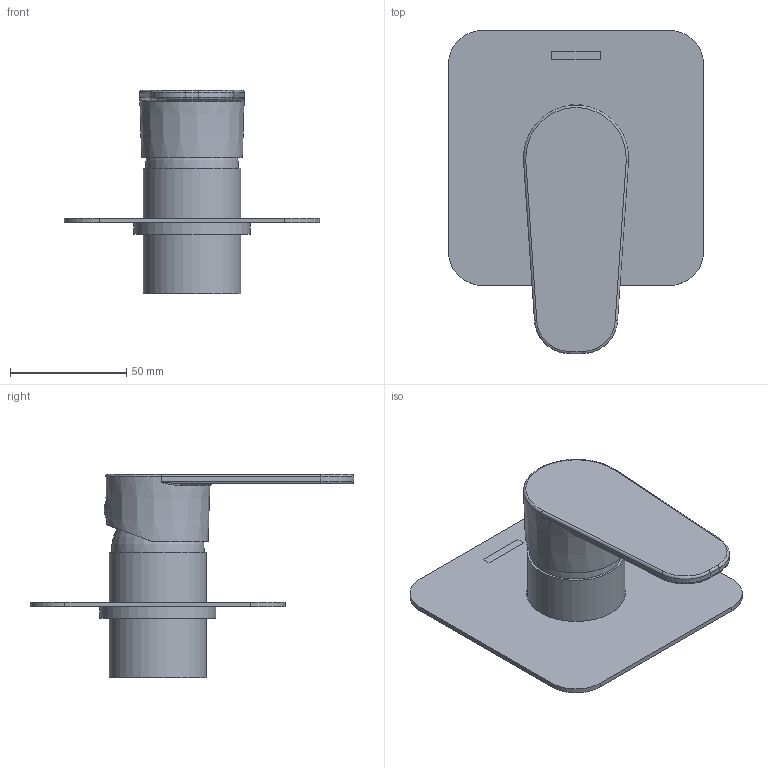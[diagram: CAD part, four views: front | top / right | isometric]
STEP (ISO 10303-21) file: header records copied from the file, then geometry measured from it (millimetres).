
FILE_DESCRIPTION (( 'STEP AP203' ), '1' );
FILE_NAME ('STEP36D300365.STEP', '2020-09-14T07:06:45', ( '' ), ( '' ), 'SwSTEP 2.0', 'SolidWorks 2018', '' );
FILE_SCHEMA (( 'CONFIG_CONTROL_DESIGN' ));
Length unit declared in the file: millimetre
Products named in the file (1): STEP36D300365
Bounding box: 110 x 139.44 x 87.5 mm (x, y, z)
Volume: 58780.9 mm3; surface area: 58064 mm2
Topology: 6 solids, 6 shells, 78 faces, 162 edges, 105 vertices
Faces by surface type: plane 32, cylinder 29, torus 9, cone 5, bspline 2, sphere 1
Full cylindrical faces by diameter (mm): 6.8 x2, 9.5 x1, 10 x1, 31 x1, 34 x1, 35.8 x2, 36.5 x1, 37 x1, 39 x2, 42 x1, 42.5 x1, 43.2 x1, 48.5 x1, 50 x1
Entity records: 2229 total; most frequent: CARTESIAN_POINT 595, DIRECTION 338, ORIENTED_EDGE 262, AXIS2_PLACEMENT_3D 148, EDGE_CURVE 131, EDGE_LOOP 122, VERTEX_POINT 99, FACE_OUTER_BOUND 98
